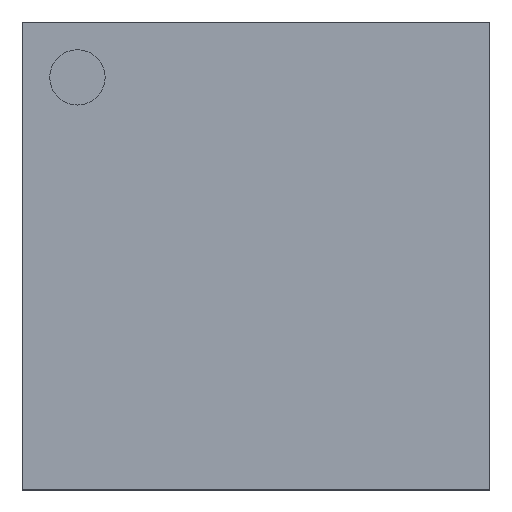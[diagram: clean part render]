
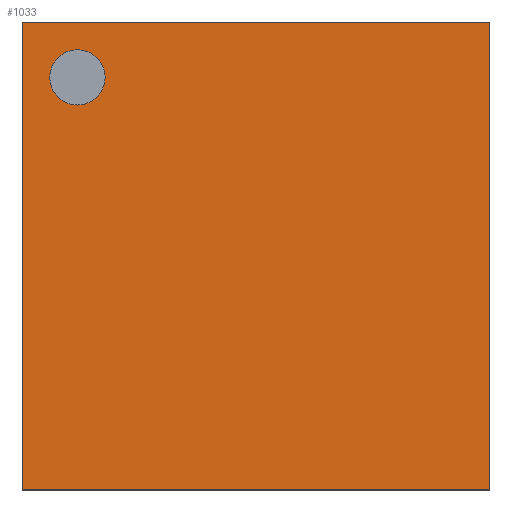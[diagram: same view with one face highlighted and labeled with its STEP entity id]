
A CAD part, top view. The second image highlights one B-rep face of the part: STEP entity #1033.
In plain terms, the highlighted planar face has unit normal (0, 0, 1).
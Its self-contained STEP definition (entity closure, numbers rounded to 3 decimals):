
#14=FACE_BOUND('',#269,.T.);
#132=PLANE('',#1225);
#204=FACE_OUTER_BOUND('',#268,.T.);
#268=EDGE_LOOP('',(#905,#906,#907,#908));
#269=EDGE_LOOP('',(#909));
#330=LINE('',#1893,#343);
#333=LINE('',#1899,#346);
#336=LINE('',#1905,#349);
#339=LINE('',#1909,#352);
#343=VECTOR('',#1578,10.);
#346=VECTOR('',#1583,10.);
#349=VECTOR('',#1588,10.);
#352=VECTOR('',#1593,10.);
#353=CIRCLE('',#1050,0.2);
#467=VERTEX_POINT('',#1600);
#583=VERTEX_POINT('',#1890);
#584=VERTEX_POINT('',#1892);
#586=VERTEX_POINT('',#1898);
#588=VERTEX_POINT('',#1904);
#589=EDGE_CURVE('',#467,#467,#353,.T.);
#706=EDGE_CURVE('',#584,#583,#330,.T.);
#709=EDGE_CURVE('',#586,#584,#333,.T.);
#712=EDGE_CURVE('',#588,#586,#336,.T.);
#715=EDGE_CURVE('',#583,#588,#339,.T.);
#905=ORIENTED_EDGE('',*,*,#715,.T.);
#906=ORIENTED_EDGE('',*,*,#712,.T.);
#907=ORIENTED_EDGE('',*,*,#709,.T.);
#908=ORIENTED_EDGE('',*,*,#706,.T.);
#909=ORIENTED_EDGE('',*,*,#589,.T.);
#1033=ADVANCED_FACE('',(#204,#14),#132,.T.);
#1050=AXIS2_PLACEMENT_3D('',#1601,#1231,#1232);
#1225=AXIS2_PLACEMENT_3D('',#1910,#1594,#1595);
#1231=DIRECTION('center_axis',(0.,0.,-1.));
#1232=DIRECTION('ref_axis',(-1.,0.,0.));
#1578=DIRECTION('',(0.,1.,0.));
#1583=DIRECTION('',(1.,0.,0.));
#1588=DIRECTION('',(0.,-1.,0.));
#1593=DIRECTION('',(-1.,0.,0.));
#1594=DIRECTION('center_axis',(0.,0.,1.));
#1595=DIRECTION('ref_axis',(1.,0.,0.));
#1600=CARTESIAN_POINT('',(-1.09,1.29,0.59));
#1601=CARTESIAN_POINT('Origin',(-1.29,1.29,0.59));
#1890=CARTESIAN_POINT('',(1.69,1.69,0.59));
#1892=CARTESIAN_POINT('',(1.69,-1.69,0.59));
#1893=CARTESIAN_POINT('',(1.69,1.69,0.59));
#1898=CARTESIAN_POINT('',(-1.69,-1.69,0.59));
#1899=CARTESIAN_POINT('',(1.69,-1.69,0.59));
#1904=CARTESIAN_POINT('',(-1.69,1.69,0.59));
#1905=CARTESIAN_POINT('',(-1.69,-1.69,0.59));
#1909=CARTESIAN_POINT('',(-1.69,1.69,0.59));
#1910=CARTESIAN_POINT('Origin',(0.,0.,0.59));
